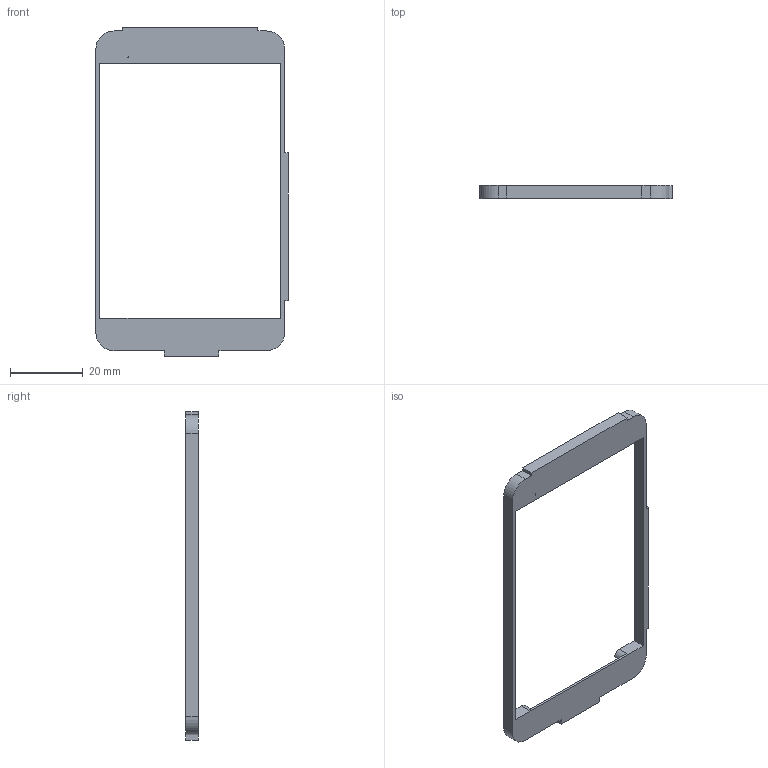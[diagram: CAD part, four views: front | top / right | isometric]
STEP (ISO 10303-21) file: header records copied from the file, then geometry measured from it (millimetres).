
FILE_DESCRIPTION(/* description */ (''),/* implementation_level */ '2;1');
FILE_NAME(/* name */ 'maskownica.stp',/* time_stamp */ '2025-09-16T07:06:08+02:00',/* author */ ('sikor'),/* organization */ (''),/* preprocessor_version */ 'ST-DEVELOPER v20',/* originating_system */ 'Autodesk Inventor 2024',/* authorisation */ '');
FILE_SCHEMA (('AUTOMOTIVE_DESIGN { 1 0 10303 214 3 1 1 }'));
Length unit declared in the file: millimetre
Products named in the file (1): close
Bounding box: 52.92 x 3.5 x 90.37 mm (x, y, z)
Volume: 2141.3 mm3; surface area: 4329.6 mm2
Topology: 1 solids, 1 shells, 59 faces, 170 edges, 112 vertices
Faces by surface type: plane 50, cylinder 9
Entity records: 1962 total; most frequent: CARTESIAN_POINT 342, ORIENTED_EDGE 340, DIRECTION 309, EDGE_CURVE 170, LINE 151, VECTOR 151, VERTEX_POINT 112, AXIS2_PLACEMENT_3D 79
